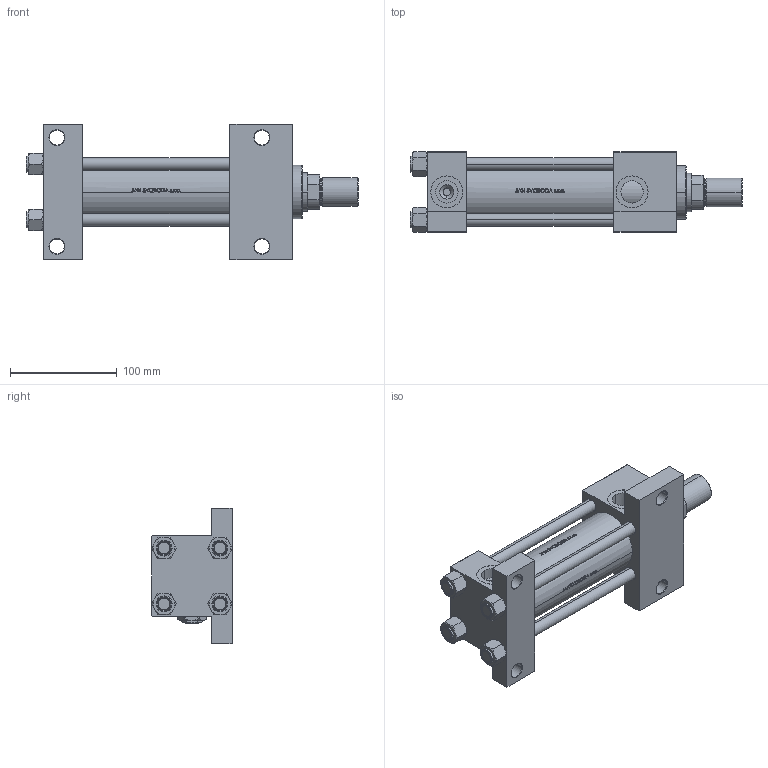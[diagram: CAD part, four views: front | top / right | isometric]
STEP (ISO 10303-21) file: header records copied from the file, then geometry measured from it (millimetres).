
FILE_DESCRIPTION (( 'STEP AP203' ), '1' );
FILE_NAME ('1bf5.STEP', '2023-01-17T18:25:32', ( '' ), ( '' ), 'SwSTEP 2.0', 'SolidWorks 2019', '' );
FILE_SCHEMA (( 'CONFIG_CONTROL_DESIGN' ));
Length unit declared in the file: millimetre
Products named in the file (8): V215CR_G_Body 6fef943405e117bc60367938541190ac; NUT_M5_G 6fef943405e117bc60367938541190ac; V215CR_G_TYCINKA 6fef943405e117bc60367938541190ac; V215_VC_A 6fef943405e117bc60367938541190ac; Zatka_pro_OIL_PORT 6fef943405e117bc60367938541190ac; ROD_END_AH 6fef943405e117bc60367938541190ac; V215CR_VCP_G 6fef943405e117bc60367938541190ac; 1bf5
Assembly tree (14 placements, depth 2):
  1bf5
    V215CR_G_Body 6fef943405e117bc60367938541190ac
    V215CR_VCP_G 6fef943405e117bc60367938541190ac
    V215CR_G_TYCINKA 6fef943405e117bc60367938541190ac  x4
    NUT_M5_G 6fef943405e117bc60367938541190ac  x4
    V215_VC_A 6fef943405e117bc60367938541190ac
    ROD_END_AH 6fef943405e117bc60367938541190ac
    Zatka_pro_OIL_PORT 6fef943405e117bc60367938541190ac  x2
Bounding box: 311 x 75.54 x 127 mm (x, y, z)
Volume: 952812.1 mm3; surface area: 224363 mm2
Topology: 14 solids, 14 shells, 1197 faces, 2996 edges, 1917 vertices
Faces by surface type: plane 481, bspline 380, cone 190, cylinder 136, torus 10
Entity records: 49954 total; most frequent: CARTESIAN_POINT 26670, ORIENTED_EDGE 5292, DIRECTION 3342, EDGE_CURVE 2646, VERTEX_POINT 1715, LINE 1344, VECTOR 1344, EDGE_LOOP 1147
